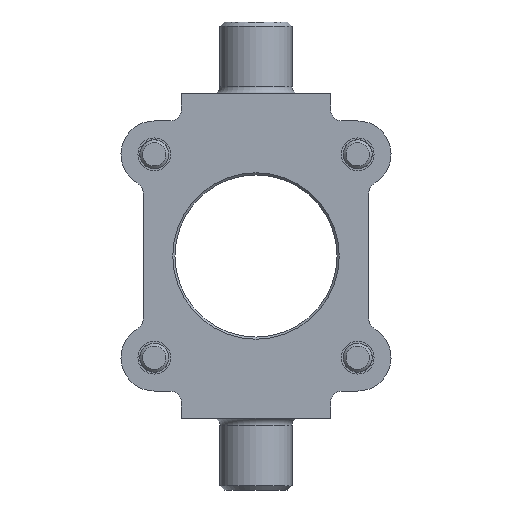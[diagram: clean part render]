
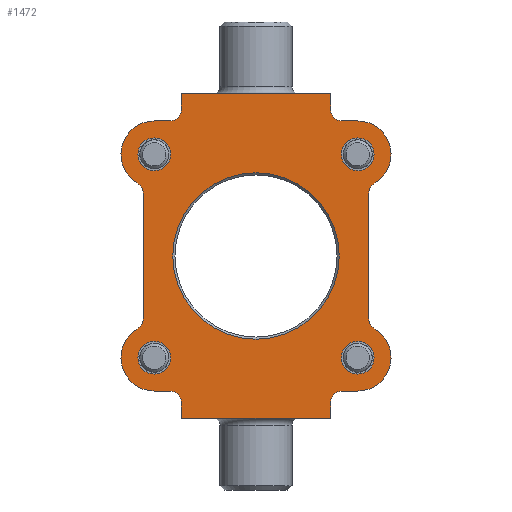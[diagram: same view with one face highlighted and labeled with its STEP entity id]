
A CAD part, front view. The second image highlights one B-rep face of the part: STEP entity #1472.
In plain terms, the highlighted planar face has unit normal (0, -1, 0).
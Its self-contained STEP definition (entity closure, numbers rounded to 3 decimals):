
#115=CIRCLE('',#1581,3.);
#117=CIRCLE('',#1585,9.25);
#119=CIRCLE('',#1588,3.75);
#121=CIRCLE('',#1592,3.75);
#123=CIRCLE('',#1595,9.25);
#125=CIRCLE('',#1599,3.);
#128=CIRCLE('',#1606,3.);
#129=CIRCLE('',#1609,9.25);
#130=CIRCLE('',#1611,3.75);
#131=CIRCLE('',#1614,3.75);
#132=CIRCLE('',#1616,9.25);
#133=CIRCLE('',#1619,4.55);
#135=CIRCLE('',#1622,4.55);
#136=CIRCLE('',#1624,4.55);
#138=CIRCLE('',#1627,4.55);
#139=CIRCLE('',#1629,3.);
#145=CIRCLE('',#1637,23.1);
#343=ORIENTED_EDGE('',*,*,#697,.F.);
#344=ORIENTED_EDGE('',*,*,#688,.T.);
#345=ORIENTED_EDGE('',*,*,#686,.T.);
#346=ORIENTED_EDGE('',*,*,#685,.T.);
#347=ORIENTED_EDGE('',*,*,#683,.T.);
#348=ORIENTED_EDGE('',*,*,#617,.F.);
#349=ORIENTED_EDGE('',*,*,#698,.F.);
#350=ORIENTED_EDGE('',*,*,#610,.F.);
#351=ORIENTED_EDGE('',*,*,#689,.T.);
#352=ORIENTED_EDGE('',*,*,#681,.F.);
#353=ORIENTED_EDGE('',*,*,#679,.F.);
#354=ORIENTED_EDGE('',*,*,#677,.T.);
#355=ORIENTED_EDGE('',*,*,#675,.F.);
#356=ORIENTED_EDGE('',*,*,#673,.T.);
#357=ORIENTED_EDGE('',*,*,#671,.F.);
#358=ORIENTED_EDGE('',*,*,#669,.F.);
#359=ORIENTED_EDGE('',*,*,#667,.T.);
#360=ORIENTED_EDGE('',*,*,#666,.F.);
#361=ORIENTED_EDGE('',*,*,#699,.F.);
#362=ORIENTED_EDGE('',*,*,#658,.F.);
#363=ORIENTED_EDGE('',*,*,#700,.F.);
#364=ORIENTED_EDGE('',*,*,#653,.F.);
#365=ORIENTED_EDGE('',*,*,#649,.T.);
#366=ORIENTED_EDGE('',*,*,#646,.F.);
#367=ORIENTED_EDGE('',*,*,#643,.F.);
#368=ORIENTED_EDGE('',*,*,#640,.T.);
#369=ORIENTED_EDGE('',*,*,#637,.F.);
#370=ORIENTED_EDGE('',*,*,#634,.T.);
#371=ORIENTED_EDGE('',*,*,#631,.F.);
#372=ORIENTED_EDGE('',*,*,#628,.F.);
#373=ORIENTED_EDGE('',*,*,#625,.T.);
#374=ORIENTED_EDGE('',*,*,#624,.F.);
#375=ORIENTED_EDGE('',*,*,#701,.F.);
#610=EDGE_CURVE('',#809,#810,#936,.T.);
#617=EDGE_CURVE('',#816,#817,#942,.T.);
#624=EDGE_CURVE('',#823,#819,#949,.T.);
#625=EDGE_CURVE('',#824,#819,#115,.T.);
#628=EDGE_CURVE('',#824,#826,#951,.T.);
#631=EDGE_CURVE('',#826,#828,#117,.T.);
#634=EDGE_CURVE('',#830,#828,#119,.T.);
#637=EDGE_CURVE('',#830,#832,#956,.T.);
#640=EDGE_CURVE('',#834,#832,#121,.T.);
#643=EDGE_CURVE('',#834,#836,#123,.T.);
#646=EDGE_CURVE('',#836,#838,#961,.T.);
#649=EDGE_CURVE('',#840,#838,#125,.T.);
#653=EDGE_CURVE('',#840,#843,#966,.T.);
#658=EDGE_CURVE('',#847,#848,#970,.T.);
#666=EDGE_CURVE('',#854,#851,#978,.T.);
#667=EDGE_CURVE('',#855,#851,#128,.T.);
#669=EDGE_CURVE('',#855,#856,#980,.T.);
#671=EDGE_CURVE('',#856,#857,#129,.T.);
#673=EDGE_CURVE('',#858,#857,#130,.T.);
#675=EDGE_CURVE('',#858,#859,#984,.T.);
#677=EDGE_CURVE('',#860,#859,#131,.T.);
#679=EDGE_CURVE('',#860,#861,#132,.T.);
#681=EDGE_CURVE('',#861,#862,#988,.T.);
#683=EDGE_CURVE('',#863,#863,#133,.T.);
#685=EDGE_CURVE('',#865,#865,#135,.T.);
#686=EDGE_CURVE('',#866,#866,#136,.T.);
#688=EDGE_CURVE('',#868,#868,#138,.T.);
#689=EDGE_CURVE('',#809,#862,#139,.T.);
#697=EDGE_CURVE('',#875,#875,#145,.T.);
#698=EDGE_CURVE('',#810,#816,#992,.T.);
#699=EDGE_CURVE('',#848,#854,#993,.T.);
#700=EDGE_CURVE('',#843,#847,#994,.T.);
#701=EDGE_CURVE('',#817,#823,#995,.T.);
#809=VERTEX_POINT('',#2272);
#810=VERTEX_POINT('',#2274);
#816=VERTEX_POINT('',#2287);
#817=VERTEX_POINT('',#2289);
#819=VERTEX_POINT('',#2294);
#823=VERTEX_POINT('',#2302);
#824=VERTEX_POINT('',#2306);
#826=VERTEX_POINT('',#2312);
#828=VERTEX_POINT('',#2318);
#830=VERTEX_POINT('',#2324);
#832=VERTEX_POINT('',#2330);
#834=VERTEX_POINT('',#2336);
#836=VERTEX_POINT('',#2342);
#838=VERTEX_POINT('',#2348);
#840=VERTEX_POINT('',#2354);
#843=VERTEX_POINT('',#2362);
#847=VERTEX_POINT('',#2372);
#848=VERTEX_POINT('',#2373);
#851=VERTEX_POINT('',#2381);
#854=VERTEX_POINT('',#2387);
#855=VERTEX_POINT('',#2391);
#856=VERTEX_POINT('',#2395);
#857=VERTEX_POINT('',#2399);
#858=VERTEX_POINT('',#2403);
#859=VERTEX_POINT('',#2407);
#860=VERTEX_POINT('',#2411);
#861=VERTEX_POINT('',#2415);
#862=VERTEX_POINT('',#2419);
#863=VERTEX_POINT('',#2423);
#865=VERTEX_POINT('',#2428);
#866=VERTEX_POINT('',#2431);
#868=VERTEX_POINT('',#2436);
#875=VERTEX_POINT('',#2455);
#936=LINE('',#2273,#1042);
#942=LINE('',#2288,#1048);
#949=LINE('',#2303,#1055);
#951=LINE('',#2311,#1057);
#956=LINE('',#2329,#1062);
#961=LINE('',#2347,#1067);
#966=LINE('',#2361,#1072);
#970=LINE('',#2371,#1076);
#978=LINE('',#2388,#1084);
#980=LINE('',#2394,#1086);
#984=LINE('',#2406,#1090);
#988=LINE('',#2418,#1094);
#992=LINE('',#2456,#1098);
#993=LINE('',#2457,#1099);
#994=LINE('',#2458,#1100);
#995=LINE('',#2459,#1101);
#1042=VECTOR('',#1788,1000.);
#1048=VECTOR('',#1798,1000.);
#1055=VECTOR('',#1807,1000.);
#1057=VECTOR('',#1817,1000.);
#1062=VECTOR('',#1836,1000.);
#1067=VECTOR('',#1855,1000.);
#1072=VECTOR('',#1868,1000.);
#1076=VECTOR('',#1876,1000.);
#1084=VECTOR('',#1886,1000.);
#1086=VECTOR('',#1894,1000.);
#1090=VECTOR('',#1908,1000.);
#1094=VECTOR('',#1922,1000.);
#1098=VECTOR('',#1966,1000.);
#1099=VECTOR('',#1967,1000.);
#1100=VECTOR('',#1968,1000.);
#1101=VECTOR('',#1969,1000.);
#1180=EDGE_LOOP('',(#343));
#1181=EDGE_LOOP('',(#344));
#1182=EDGE_LOOP('',(#345));
#1183=EDGE_LOOP('',(#346));
#1184=EDGE_LOOP('',(#347));
#1185=EDGE_LOOP('',(#348,#349,#350,#351,#352,#353,#354,#355,#356,#357,#358,
#359,#360,#361,#362,#363,#364,#365,#366,#367,#368,#369,#370,#371,#372,#373,
#374,#375));
#1310=FACE_BOUND('',#1180,.T.);
#1311=FACE_BOUND('',#1181,.T.);
#1312=FACE_BOUND('',#1182,.T.);
#1313=FACE_BOUND('',#1183,.T.);
#1314=FACE_BOUND('',#1184,.T.);
#1315=FACE_BOUND('',#1185,.T.);
#1415=PLANE('',#1636);
#1472=ADVANCED_FACE('',(#1310,#1311,#1312,#1313,#1314,#1315),#1415,.F.);
#1581=AXIS2_PLACEMENT_3D('',#2305,#1810,#1811);
#1585=AXIS2_PLACEMENT_3D('',#2317,#1822,#1823);
#1588=AXIS2_PLACEMENT_3D('',#2323,#1829,#1830);
#1592=AXIS2_PLACEMENT_3D('',#2335,#1841,#1842);
#1595=AXIS2_PLACEMENT_3D('',#2341,#1848,#1849);
#1599=AXIS2_PLACEMENT_3D('',#2353,#1860,#1861);
#1606=AXIS2_PLACEMENT_3D('',#2390,#1889,#1890);
#1609=AXIS2_PLACEMENT_3D('',#2398,#1898,#1899);
#1611=AXIS2_PLACEMENT_3D('',#2402,#1903,#1904);
#1614=AXIS2_PLACEMENT_3D('',#2410,#1912,#1913);
#1616=AXIS2_PLACEMENT_3D('',#2414,#1917,#1918);
#1619=AXIS2_PLACEMENT_3D('',#2422,#1926,#1927);
#1622=AXIS2_PLACEMENT_3D('',#2427,#1932,#1933);
#1624=AXIS2_PLACEMENT_3D('',#2430,#1936,#1937);
#1627=AXIS2_PLACEMENT_3D('',#2435,#1942,#1943);
#1629=AXIS2_PLACEMENT_3D('',#2438,#1946,#1947);
#1636=AXIS2_PLACEMENT_3D('',#2453,#1962,#1963);
#1637=AXIS2_PLACEMENT_3D('',#2454,#1964,#1965);
#1788=DIRECTION('',(-1.,0.,0.));
#1798=DIRECTION('',(0.,0.,1.));
#1807=DIRECTION('',(1.,0.,0.));
#1810=DIRECTION('',(0.,1.,0.));
#1811=DIRECTION('',(1.,0.,0.));
#1817=DIRECTION('',(0.,0.,1.));
#1822=DIRECTION('',(0.,1.,0.));
#1823=DIRECTION('',(1.,0.,0.));
#1829=DIRECTION('',(0.,1.,0.));
#1830=DIRECTION('',(1.,0.,0.));
#1836=DIRECTION('',(1.,0.,0.));
#1841=DIRECTION('',(0.,1.,0.));
#1842=DIRECTION('',(1.,0.,0.));
#1848=DIRECTION('',(0.,1.,0.));
#1849=DIRECTION('',(1.,0.,0.));
#1855=DIRECTION('',(0.,0.,-1.));
#1860=DIRECTION('',(0.,1.,0.));
#1861=DIRECTION('',(1.,0.,0.));
#1868=DIRECTION('',(1.,0.,0.));
#1876=DIRECTION('',(0.,0.,-1.));
#1886=DIRECTION('',(-1.,0.,0.));
#1889=DIRECTION('',(0.,1.,0.));
#1890=DIRECTION('',(1.,0.,0.));
#1894=DIRECTION('',(0.,0.,-1.));
#1898=DIRECTION('',(0.,1.,0.));
#1899=DIRECTION('',(1.,0.,0.));
#1903=DIRECTION('',(0.,1.,0.));
#1904=DIRECTION('',(1.,0.,0.));
#1908=DIRECTION('',(-1.,0.,0.));
#1912=DIRECTION('',(0.,1.,0.));
#1913=DIRECTION('',(1.,0.,0.));
#1917=DIRECTION('',(0.,1.,0.));
#1918=DIRECTION('',(1.,0.,0.));
#1922=DIRECTION('',(0.,0.,1.));
#1926=DIRECTION('',(0.,1.,0.));
#1927=DIRECTION('',(1.,0.,0.));
#1932=DIRECTION('',(0.,1.,0.));
#1933=DIRECTION('',(1.,0.,0.));
#1936=DIRECTION('',(0.,1.,0.));
#1937=DIRECTION('',(1.,0.,0.));
#1942=DIRECTION('',(0.,1.,0.));
#1943=DIRECTION('',(1.,0.,0.));
#1946=DIRECTION('',(0.,1.,0.));
#1947=DIRECTION('',(1.,0.,0.));
#1962=DIRECTION('',(0.,1.,0.));
#1963=DIRECTION('',(0.,0.,1.));
#1964=DIRECTION('',(0.,-1.,0.));
#1965=DIRECTION('',(0.,0.,-1.));
#1966=DIRECTION('',(-0.707,0.,0.707));
#1967=DIRECTION('',(-0.707,0.,-0.707));
#1968=DIRECTION('',(0.707,0.,-0.707));
#1969=DIRECTION('',(0.707,0.,0.707));
#2272=CARTESIAN_POINT('',(-40.5,0.,-20.75));
#2273=CARTESIAN_POINT('',(-40.5,0.,-20.75));
#2274=CARTESIAN_POINT('',(-44.8,0.,-20.75));
#2287=CARTESIAN_POINT('',(-45.,0.,-20.55));
#2288=CARTESIAN_POINT('',(-45.,0.,-20.75));
#2289=CARTESIAN_POINT('',(-45.,0.,20.55));
#2294=CARTESIAN_POINT('',(-40.5,0.,20.75));
#2302=CARTESIAN_POINT('',(-44.8,0.,20.75));
#2303=CARTESIAN_POINT('',(-45.,0.,20.75));
#2305=CARTESIAN_POINT('',(-40.5,0.,23.75));
#2306=CARTESIAN_POINT('',(-37.5,0.,23.75));
#2311=CARTESIAN_POINT('',(-37.5,0.,23.75));
#2312=CARTESIAN_POINT('',(-37.5,0.,28.25));
#2317=CARTESIAN_POINT('',(-28.25,0.,28.25));
#2318=CARTESIAN_POINT('',(-20.345,0.,33.053));
#2323=CARTESIAN_POINT('',(-17.14,0.,35.));
#2324=CARTESIAN_POINT('',(-17.14,0.,31.25));
#2329=CARTESIAN_POINT('',(-17.14,0.,31.25));
#2330=CARTESIAN_POINT('',(17.14,0.,31.25));
#2335=CARTESIAN_POINT('',(17.14,0.,35.));
#2336=CARTESIAN_POINT('',(20.345,0.,33.053));
#2341=CARTESIAN_POINT('',(28.25,0.,28.25));
#2342=CARTESIAN_POINT('',(37.5,0.,28.25));
#2347=CARTESIAN_POINT('',(37.5,0.,28.25));
#2348=CARTESIAN_POINT('',(37.5,0.,23.75));
#2353=CARTESIAN_POINT('',(40.5,0.,23.75));
#2354=CARTESIAN_POINT('',(40.5,0.,20.75));
#2361=CARTESIAN_POINT('',(40.5,0.,20.75));
#2362=CARTESIAN_POINT('',(44.8,0.,20.75));
#2371=CARTESIAN_POINT('',(45.,0.,20.75));
#2372=CARTESIAN_POINT('',(45.,0.,20.55));
#2373=CARTESIAN_POINT('',(45.,0.,-20.55));
#2381=CARTESIAN_POINT('',(40.5,0.,-20.75));
#2387=CARTESIAN_POINT('',(44.8,0.,-20.75));
#2388=CARTESIAN_POINT('',(45.,0.,-20.75));
#2390=CARTESIAN_POINT('',(40.5,0.,-23.75));
#2391=CARTESIAN_POINT('',(37.5,0.,-23.75));
#2394=CARTESIAN_POINT('',(37.5,0.,-23.75));
#2395=CARTESIAN_POINT('',(37.5,0.,-28.25));
#2398=CARTESIAN_POINT('',(28.25,0.,-28.25));
#2399=CARTESIAN_POINT('',(20.345,0.,-33.053));
#2402=CARTESIAN_POINT('',(17.14,0.,-35.));
#2403=CARTESIAN_POINT('',(17.14,0.,-31.25));
#2406=CARTESIAN_POINT('',(17.14,0.,-31.25));
#2407=CARTESIAN_POINT('',(-17.14,0.,-31.25));
#2410=CARTESIAN_POINT('',(-17.14,0.,-35.));
#2411=CARTESIAN_POINT('',(-20.345,0.,-33.053));
#2414=CARTESIAN_POINT('',(-28.25,0.,-28.25));
#2415=CARTESIAN_POINT('',(-37.5,0.,-28.25));
#2418=CARTESIAN_POINT('',(-37.5,0.,-28.25));
#2419=CARTESIAN_POINT('',(-37.5,0.,-23.75));
#2422=CARTESIAN_POINT('',(28.25,0.,-28.25));
#2423=CARTESIAN_POINT('',(32.8,0.,-28.25));
#2427=CARTESIAN_POINT('',(28.25,0.,28.25));
#2428=CARTESIAN_POINT('',(32.8,0.,28.25));
#2430=CARTESIAN_POINT('',(-28.25,0.,-28.25));
#2431=CARTESIAN_POINT('',(-23.7,0.,-28.25));
#2435=CARTESIAN_POINT('',(-28.25,0.,28.25));
#2436=CARTESIAN_POINT('',(-23.7,0.,28.25));
#2438=CARTESIAN_POINT('',(-40.5,0.,-23.75));
#2453=CARTESIAN_POINT('',(-40.5,0.,23.75));
#2454=CARTESIAN_POINT('',(0.,0.,0.));
#2455=CARTESIAN_POINT('',(0.,0.,-23.1));
#2456=CARTESIAN_POINT('',(-44.8,0.,-20.75));
#2457=CARTESIAN_POINT('',(45.,0.,-20.55));
#2458=CARTESIAN_POINT('',(44.8,0.,20.75));
#2459=CARTESIAN_POINT('',(-45.,0.,20.55));
